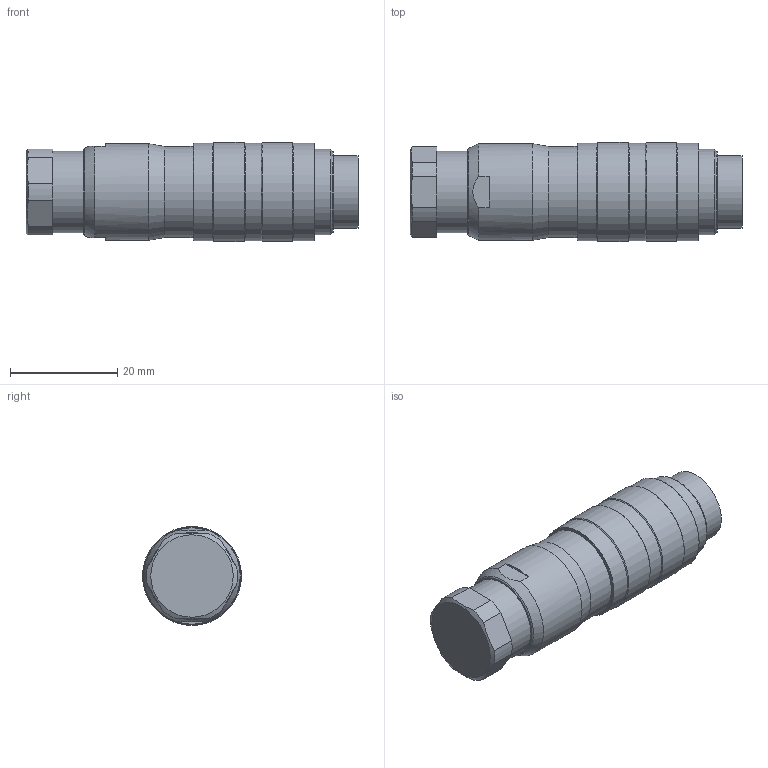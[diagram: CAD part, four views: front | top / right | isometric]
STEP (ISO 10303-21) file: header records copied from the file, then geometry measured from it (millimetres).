
FILE_DESCRIPTION(/* description */ (''),/* implementation_level */ '2;1');
FILE_NAME(/* name */ '99-5661-15-19_bg.stp',/* time_stamp */ '2010-12-10T11:24:36+01:00',/* author */ (''),/* organization */ (''),/* preprocessor_version */ 'ST-DEVELOPER v11',/* originating_system */ 'UGS - NX 5.0',/* authorisation */ '');
FILE_SCHEMA (('CONFIG_CONTROL_DESIGN'));
Length unit declared in the file: millimetre
Products named in the file (1): kborC4FD7f57
Bounding box: 62 x 18.5 x 18.5 mm (x, y, z)
Volume: 13829.3 mm3; surface area: 4419.2 mm2
Topology: 1 solids, 1 shells, 87 faces, 242 edges, 144 vertices
Faces by surface type: cylinder 38, sphere 19, plane 18, cone 10, torus 2
Full cylindrical faces by diameter (mm): 1 x19, 13.5 x1, 15.08 x1, 15.2 x1, 16 x1, 17 x1, 18 x1, 18.15 x3, 18.5 x2
Entity records: 2112 total; most frequent: CARTESIAN_POINT 385, DIRECTION 372, ORIENTED_EDGE 242, AXIS2_PLACEMENT_3D 173, EDGE_LOOP 153, EDGE_CURVE 121, FACE_BOUND 114, VERTEX_POINT 102
